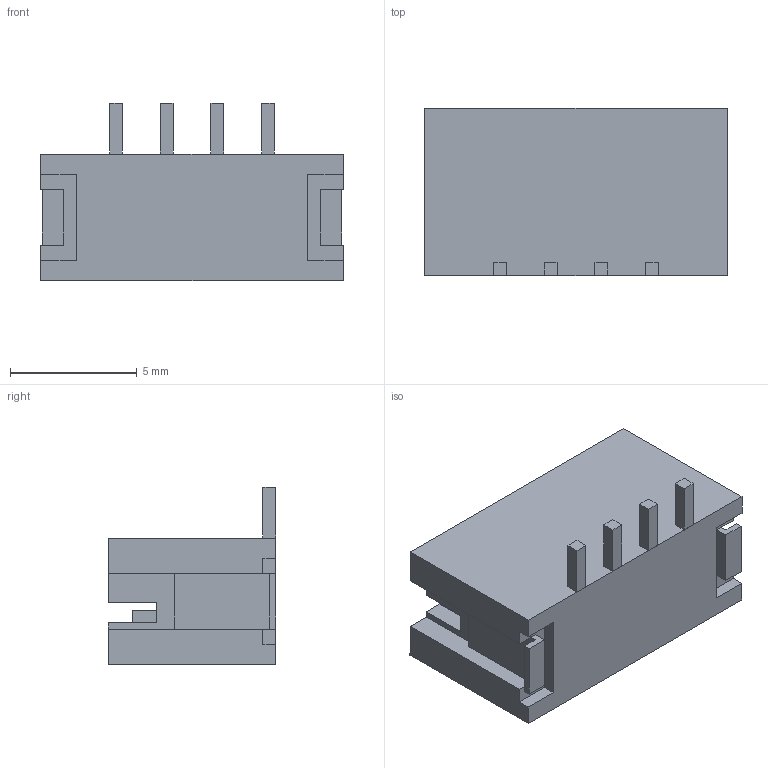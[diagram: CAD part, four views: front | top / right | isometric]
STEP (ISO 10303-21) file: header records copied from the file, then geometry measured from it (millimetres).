
FILE_DESCRIPTION(/* description */ (''),/* implementation_level */ '2;1');
FILE_NAME(/* name */ 'JST-B4B-PH-SM4-TB.step',/* time_stamp */ '2025-09-08T09:32:19-07:00',/* author */ (''),/* organization */ (''),/* preprocessor_version */ 'ST-DEVELOPER v20.1',/* originating_system */ 'Autodesk Translation Framework v14.10.0.0',/* authorisation */ '');
FILE_SCHEMA (('AUTOMOTIVE_DESIGN { 1 0 10303 214 3 1 1 }'));
Length unit declared in the file: millimetre
Products named in the file (1): B4B-PH-SM4-TB
Bounding box: 11.95 x 6.6 x 7 mm (x, y, z)
Volume: 223.5 mm3; surface area: 542.7 mm2
Topology: 11 solids, 11 shells, 106 faces, 250 edges, 166 vertices
Faces by surface type: plane 106
Entity records: 3015 total; most frequent: CARTESIAN_POINT 523, ORIENTED_EDGE 500, DIRECTION 464, LINE 250, VECTOR 250, EDGE_CURVE 250, VERTEX_POINT 166, AXIS2_PLACEMENT_3D 107
